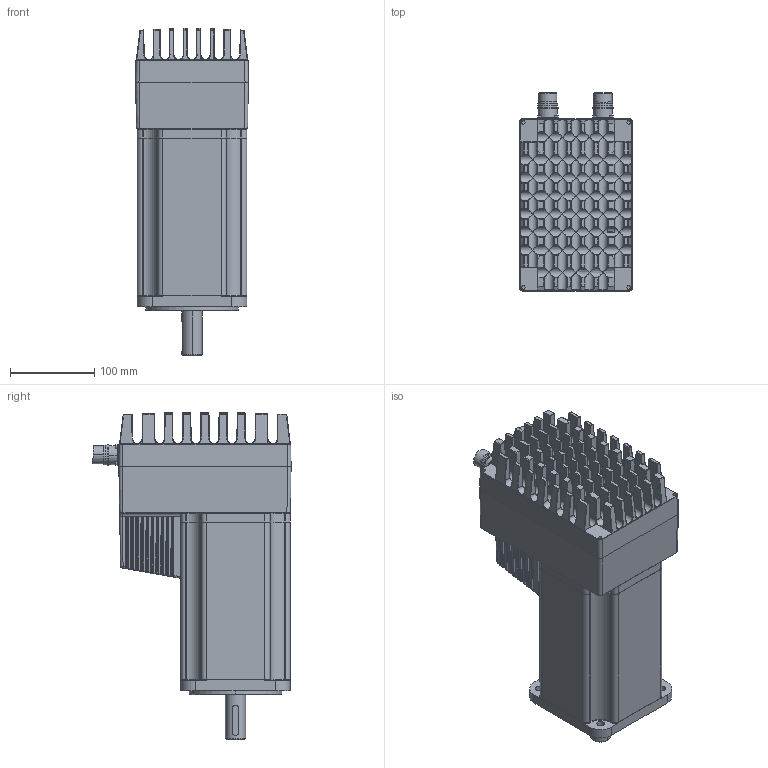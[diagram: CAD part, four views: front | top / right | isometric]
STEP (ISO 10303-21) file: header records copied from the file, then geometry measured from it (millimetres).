
FILE_DESCRIPTION (( 'STEP AP214' ), '1' );
FILE_NAME ('MAC3000 G2 Rev2.STEP', '2019-08-27T14:08:42', ( '' ), ( '' ), 'SwSTEP 2.0', 'SolidWorks 2018', '' );
FILE_SCHEMA (( 'AUTOMOTIVE_DESIGN' ));
Length unit declared in the file: millimetre
Products named in the file (10): Module s; Center part S_MAC3000; Front flange S; MAC3000 G2 Rev2; Housing S; Front cover S; Shaft S; M23 male; Rear flange S; M23 female
Assembly tree (9 placements, depth 2):
  MAC3000 G2 Rev2
    Front flange S
    Center part S_MAC3000
    Rear flange S
    Housing S
    Module s
    Front cover S
    Shaft S
    M23 male
    M23 female
Bounding box: 133.88 x 235.27 x 388.28 mm (x, y, z)
Volume: 6021937.7 mm3; surface area: 511325.4 mm2
Topology: 9 solids, 10 shells, 2395 faces, 5764 edges, 3386 vertices
Faces by surface type: cylinder 981, plane 733, bspline 633, cone 48
Entity records: 106078 total; most frequent: CARTESIAN_POINT 52147, ORIENTED_EDGE 11384, DIRECTION 9155, EDGE_CURVE 5692, VERTEX_POINT 3386, AXIS2_PLACEMENT_3D 3214, LINE 2727, VECTOR 2727
